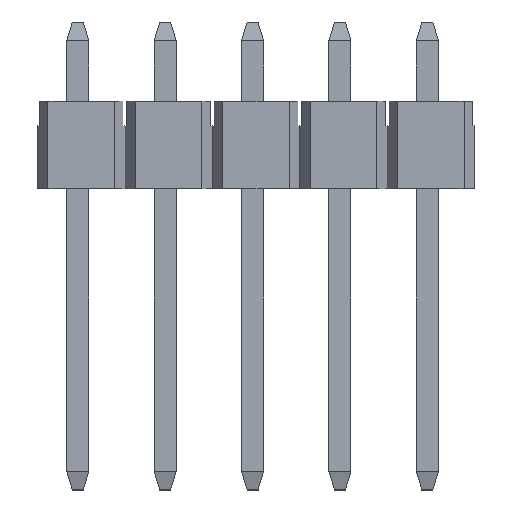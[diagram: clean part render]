
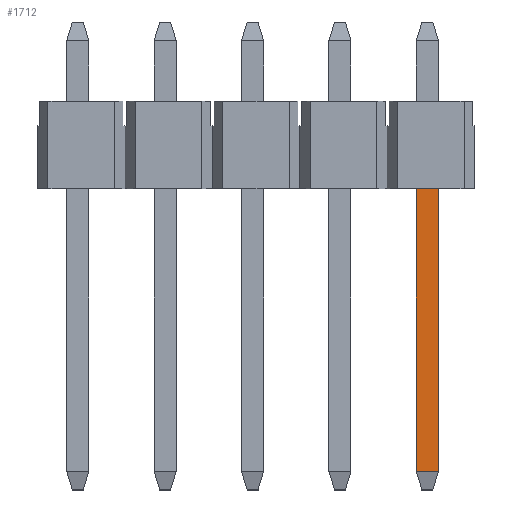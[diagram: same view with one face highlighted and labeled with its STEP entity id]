
A CAD part, top view. The second image highlights one B-rep face of the part: STEP entity #1712.
In plain terms, the highlighted planar face has unit normal (0, 0, 1).
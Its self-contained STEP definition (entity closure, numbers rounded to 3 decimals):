
#1222=VERTEX_POINT('',#2800);
#1414=EDGE_CURVE('',#2280,#1222,#3014,.T.);
#1710=VERTEX_POINT('',#3333);
#1712=ADVANCED_FACE('',(#3335),#3336,.T.);
#1736=EDGE_CURVE('',#1710,#2280,#3362,.T.);
#1810=EDGE_CURVE('',#1222,#2046,#3449,.T.);
#2024=EDGE_CURVE('',#1710,#2046,#3692,.T.);
#2046=VERTEX_POINT('',#3717);
#2280=VERTEX_POINT('',#3973);
#2800=CARTESIAN_POINT('',(5.4,-10.744,0.32));
#3014=LINE('',#5018,#5019);
#3333=CARTESIAN_POINT('',(4.76,-2.54,0.32));
#3335=FACE_OUTER_BOUND('',#5490,.T.);
#3336=PLANE('',#5491);
#3362=LINE('',#5530,#5531);
#3449=LINE('',#5661,#5662);
#3692=LINE('',#6008,#6009);
#3717=CARTESIAN_POINT('',(5.4,-2.54,0.32));
#3973=CARTESIAN_POINT('',(4.76,-10.744,0.32));
#5018=CARTESIAN_POINT('',(4.58,-10.744,0.32));
#5019=VECTOR('',#7118,1.0);
#5490=EDGE_LOOP('',(#7385,#7386,#7387,#7388));
#5491=AXIS2_PLACEMENT_3D('',#7389,#7390,#7391);
#5530=CARTESIAN_POINT('',(4.76,-4.49,0.32));
#5531=VECTOR('',#7416,1.0);
#5661=CARTESIAN_POINT('',(5.4,-10.744,0.32));
#5662=VECTOR('',#7556,1.0);
#6008=CARTESIAN_POINT('',(-0.2,-2.54,0.32));
#6009=VECTOR('',#7862,1.0);
#7118=DIRECTION('',(1.0,0.,0.));
#7385=ORIENTED_EDGE('',*,*,#2024,.F.);
#7386=ORIENTED_EDGE('',*,*,#1736,.T.);
#7387=ORIENTED_EDGE('',*,*,#1414,.T.);
#7388=ORIENTED_EDGE('',*,*,#1810,.T.);
#7389=CARTESIAN_POINT('',(4.58,-10.744,0.32));
#7390=DIRECTION('',(0.,0.,1.0));
#7391=DIRECTION('',(0.,-1.0,0.));
#7416=DIRECTION('',(0.,-1.0,0.));
#7556=DIRECTION('',(0.,1.0,0.));
#7862=DIRECTION('',(1.0,0.,0.));
